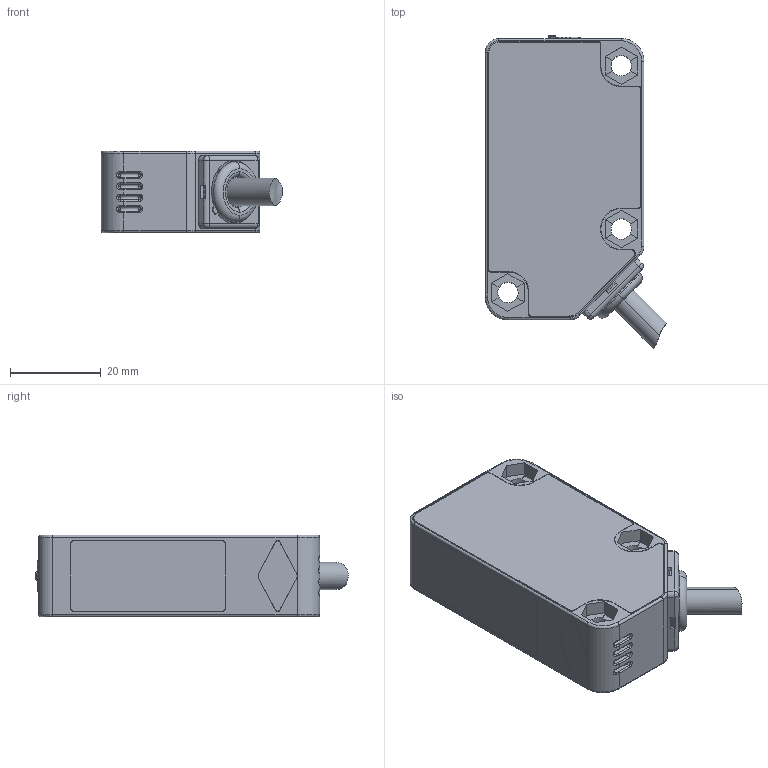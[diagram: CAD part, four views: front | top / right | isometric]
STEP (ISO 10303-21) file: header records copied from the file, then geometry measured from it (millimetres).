
FILE_DESCRIPTION((''),'2;1');
FILE_NAME('CAD1101_RL31-8-H-65B_CABLE','2010-03-08T',('mflender'),(''),'PRO/ENGINEER BY PARAMETRIC TECHNOLOGY CORPORATION, 2006300','PRO/ENGINEER BY PARAMETRIC TECHNOLOGY CORPORATION, 2006300','');
FILE_SCHEMA(('CONFIG_CONTROL_DESIGN'));
Products named in the file (1): CAD1101_RL31-8-H-65B_CABLE
Bounding box: 40.03 x 68.86 x 18 mm (x, y, z)
Volume: 14932.5 mm3; surface area: 19352.5 mm2
Topology: 2 solids, 2 shells, 1309 faces, 3498 edges, 2233 vertices
Faces by surface type: plane 711, cylinder 344, torus 127, bspline 80, cone 36, sphere 10, extrusion 1
Entity records: 59345 total; most frequent: CARTESIAN_POINT 16079, ORIENTED_EDGE 6960, DIRECTION 6673, PRESENTATION_STYLE_ASSIGNMENT 3513, STYLED_ITEM 3510, CURVE_STYLE 3500, EDGE_CURVE 3480, AXIS2_PLACEMENT_3D 2231
